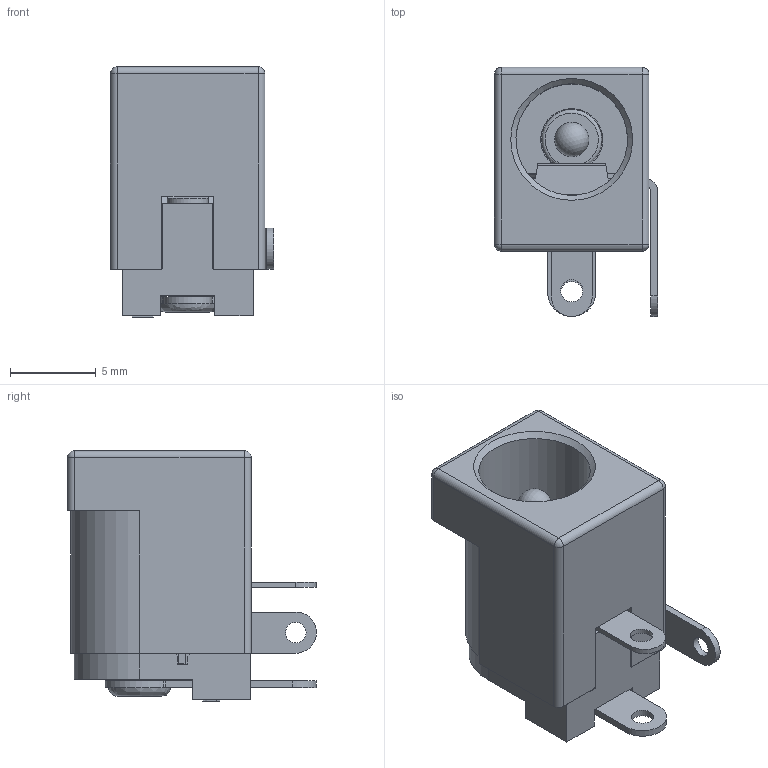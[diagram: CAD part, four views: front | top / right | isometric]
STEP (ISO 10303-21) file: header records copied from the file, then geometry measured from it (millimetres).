
FILE_DESCRIPTION (( 'STEP AP203' ), '1' );
FILE_NAME ('DCD-020-04PA.STEP', '2018-11-09T09:16:15', ( '' ), ( '' ), 'SwSTEP 2.0', 'SolidWorks 2015', '' );
FILE_SCHEMA (( 'CONFIG_CONTROL_DESIGN' ));
Length unit declared in the file: millimetre
Products named in the file (1): DCD-020-04PA
Bounding box: 9.5 x 14.5 x 14.6 mm (x, y, z)
Volume: 726.6 mm3; surface area: 1612.1 mm2
Topology: 3 solids, 5 shells, 260 faces, 727 edges, 473 vertices
Faces by surface type: plane 167, cylinder 70, bspline 12, sphere 5, cone 4, torus 2
Full cylindrical faces by diameter (mm): 1.2 x1, 1.3 x2, 1.4 x1, 2 x3, 2.05 x1, 2.061 x2, 3.5 x1, 3.62 x1, 6.5 x1
Entity records: 8794 total; most frequent: CARTESIAN_POINT 2186, ORIENTED_EDGE 1380, DIRECTION 1282, EDGE_CURVE 690, LINE 518, VECTOR 518, VERTEX_POINT 463, AXIS2_PLACEMENT_3D 382
